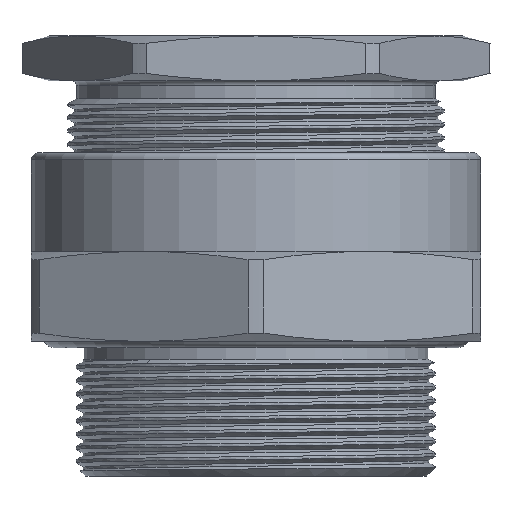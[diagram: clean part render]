
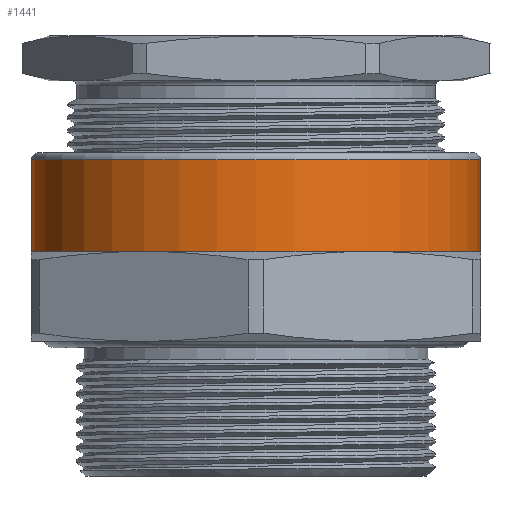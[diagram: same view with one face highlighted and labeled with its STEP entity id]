
A CAD part, front view. The second image highlights one B-rep face of the part: STEP entity #1441.
In plain terms, the highlighted cylindrical face has radius 25 mm (diameter 50 mm), a full revolution.
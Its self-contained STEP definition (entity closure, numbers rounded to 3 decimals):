
#686=CARTESIAN_POINT('',(-25.,-0.,25.));
#687=VERTEX_POINT('',#686);
#764=CARTESIAN_POINT('',(-12.5,-21.651,25.));
#765=VERTEX_POINT('',#764);
#836=CARTESIAN_POINT('',(12.5,-21.651,25.));
#837=VERTEX_POINT('',#836);
#908=CARTESIAN_POINT('',(25.,0.,25.));
#909=VERTEX_POINT('',#908);
#986=CARTESIAN_POINT('',(12.5,21.651,25.));
#987=VERTEX_POINT('',#986);
#1058=CARTESIAN_POINT('',(-12.5,21.651,25.));
#1059=VERTEX_POINT('',#1058);
#1128=CARTESIAN_POINT('',(0.,0.,25.));
#1129=DIRECTION('',(-0.,0.,-1.));
#1130=DIRECTION('',(-1.,0.,0.));
#1131=AXIS2_PLACEMENT_3D('',#1128,#1129,#1130);
#1132=CIRCLE('',#1131,25.);
#1133=EDGE_CURVE('',#909,#837,#1132,.T.);
#1152=CARTESIAN_POINT('',(0.,0.,25.));
#1153=DIRECTION('',(-0.,0.,-1.));
#1154=DIRECTION('',(-1.,0.,0.));
#1155=AXIS2_PLACEMENT_3D('',#1152,#1153,#1154);
#1156=CIRCLE('',#1155,25.);
#1157=EDGE_CURVE('',#837,#765,#1156,.T.);
#1176=CARTESIAN_POINT('',(0.,0.,25.));
#1177=DIRECTION('',(-0.,0.,-1.));
#1178=DIRECTION('',(-1.,0.,0.));
#1179=AXIS2_PLACEMENT_3D('',#1176,#1177,#1178);
#1180=CIRCLE('',#1179,25.);
#1181=EDGE_CURVE('',#765,#687,#1180,.T.);
#1200=CARTESIAN_POINT('',(0.,0.,25.));
#1201=DIRECTION('',(-0.,0.,-1.));
#1202=DIRECTION('',(-1.,0.,0.));
#1203=AXIS2_PLACEMENT_3D('',#1200,#1201,#1202);
#1204=CIRCLE('',#1203,25.);
#1205=EDGE_CURVE('',#987,#909,#1204,.T.);
#1224=CARTESIAN_POINT('',(0.,0.,25.));
#1225=DIRECTION('',(-0.,0.,-1.));
#1226=DIRECTION('',(-1.,0.,0.));
#1227=AXIS2_PLACEMENT_3D('',#1224,#1225,#1226);
#1228=CIRCLE('',#1227,25.);
#1229=EDGE_CURVE('',#687,#1059,#1228,.T.);
#1248=CARTESIAN_POINT('',(0.,0.,25.));
#1249=DIRECTION('',(-0.,0.,-1.));
#1250=DIRECTION('',(-1.,0.,0.));
#1251=AXIS2_PLACEMENT_3D('',#1248,#1249,#1250);
#1252=CIRCLE('',#1251,25.);
#1253=EDGE_CURVE('',#1059,#987,#1252,.T.);
#1403=CARTESIAN_POINT('',(0.,0.,0.));
#1404=DIRECTION('',(-0.,0.,-1.));
#1405=DIRECTION('',(-1.,0.,0.));
#1406=AXIS2_PLACEMENT_3D('',#1403,#1404,#1405);
#1407=CYLINDRICAL_SURFACE('',#1406,25.);
#1408=CARTESIAN_POINT('',(-25.,0.,35.2));
#1409=VERTEX_POINT('',#1408);
#1410=CARTESIAN_POINT('',(-25.,0.,25.));
#1411=DIRECTION('',(0.,-0.,1.));
#1412=VECTOR('',#1411,10.2);
#1413=LINE('',#1410,#1412);
#1414=EDGE_CURVE('',#687,#1409,#1413,.T.);
#1415=ORIENTED_EDGE('',*,*,#1414,.T.);
#1416=CARTESIAN_POINT('',(25.,-0.,35.2));
#1417=VERTEX_POINT('',#1416);
#1418=CARTESIAN_POINT('',(0.,0.,35.2));
#1419=DIRECTION('',(-0.,-0.,-1.));
#1420=DIRECTION('',(1.,0.,-0.));
#1421=AXIS2_PLACEMENT_3D('',#1418,#1419,#1420);
#1422=CIRCLE('',#1421,25.);
#1423=EDGE_CURVE('',#1409,#1417,#1422,.T.);
#1424=ORIENTED_EDGE('',*,*,#1423,.T.);
#1425=CARTESIAN_POINT('',(0.,0.,35.2));
#1426=DIRECTION('',(-0.,-0.,-1.));
#1427=DIRECTION('',(1.,0.,-0.));
#1428=AXIS2_PLACEMENT_3D('',#1425,#1426,#1427);
#1429=CIRCLE('',#1428,25.);
#1430=EDGE_CURVE('',#1417,#1409,#1429,.T.);
#1431=ORIENTED_EDGE('',*,*,#1430,.T.);
#1432=ORIENTED_EDGE('',*,*,#1414,.F.);
#1433=ORIENTED_EDGE('',*,*,#1181,.F.);
#1434=ORIENTED_EDGE('',*,*,#1157,.F.);
#1435=ORIENTED_EDGE('',*,*,#1133,.F.);
#1436=ORIENTED_EDGE('',*,*,#1205,.F.);
#1437=ORIENTED_EDGE('',*,*,#1253,.F.);
#1438=ORIENTED_EDGE('',*,*,#1229,.F.);
#1439=EDGE_LOOP('',(#1415,#1424,#1431,#1432,#1433,#1434,#1435,#1436,#1437,#1438));
#1440=FACE_BOUND('',#1439,.T.);
#1441=ADVANCED_FACE('',(#1440),#1407,.T.);
